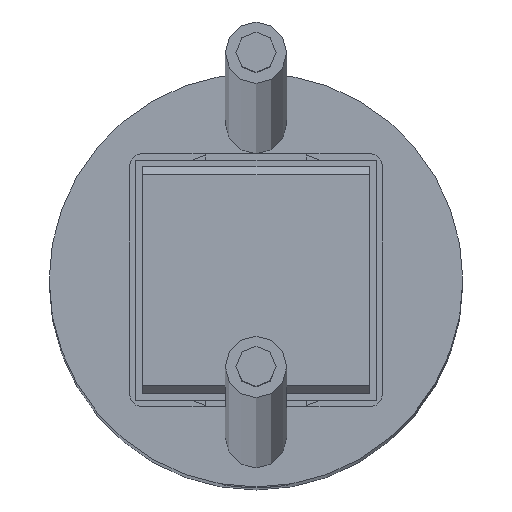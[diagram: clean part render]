
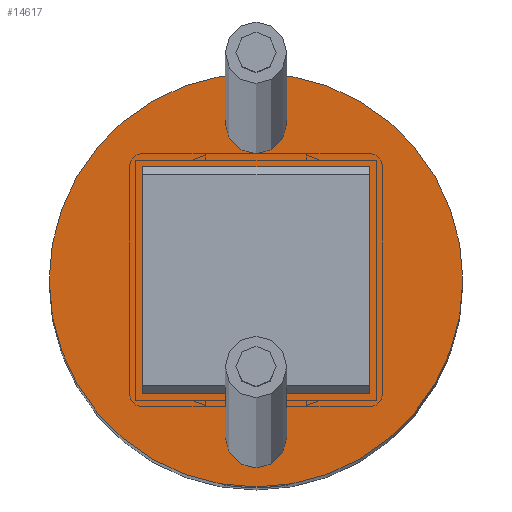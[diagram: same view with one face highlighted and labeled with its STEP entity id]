
A CAD part, top view. The second image highlights one B-rep face of the part: STEP entity #14617.
In plain terms, the highlighted planar face has unit normal (0, 0, 1).
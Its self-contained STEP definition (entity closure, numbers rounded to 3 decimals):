
#94=FACE_BOUND('',#1974,.T.);
#95=FACE_BOUND('',#1975,.T.);
#96=FACE_BOUND('',#1976,.T.);
#1146=FACE_OUTER_BOUND('',#1973,.T.);
#1973=EDGE_LOOP('',(#11967));
#1974=EDGE_LOOP('',(#11968,#11969,#11970,#11971));
#1975=EDGE_LOOP('',(#11972));
#1976=EDGE_LOOP('',(#11973));
#2569=CIRCLE('',#15988,3.1);
#2570=CIRCLE('',#15989,0.46);
#2571=CIRCLE('',#15990,0.46);
#3629=LINE('',#23980,#4977);
#3630=LINE('',#23982,#4978);
#3631=LINE('',#23984,#4979);
#3632=LINE('',#23985,#4980);
#4977=VECTOR('',#19466,1000.);
#4978=VECTOR('',#19467,1000.);
#4979=VECTOR('',#19468,1000.);
#4980=VECTOR('',#19469,1000.);
#6469=VERTEX_POINT('',#23976);
#6470=VERTEX_POINT('',#23978);
#6471=VERTEX_POINT('',#23979);
#6472=VERTEX_POINT('',#23981);
#6473=VERTEX_POINT('',#23983);
#6474=VERTEX_POINT('',#23986);
#6475=VERTEX_POINT('',#23988);
#8406=EDGE_CURVE('',#6469,#6469,#2569,.T.);
#8407=EDGE_CURVE('',#6470,#6471,#3629,.T.);
#8408=EDGE_CURVE('',#6471,#6472,#3630,.T.);
#8409=EDGE_CURVE('',#6472,#6473,#3631,.T.);
#8410=EDGE_CURVE('',#6473,#6470,#3632,.T.);
#8411=EDGE_CURVE('',#6474,#6474,#2570,.T.);
#8412=EDGE_CURVE('',#6475,#6475,#2571,.T.);
#11967=ORIENTED_EDGE('',*,*,#8406,.F.);
#11968=ORIENTED_EDGE('',*,*,#8407,.T.);
#11969=ORIENTED_EDGE('',*,*,#8408,.T.);
#11970=ORIENTED_EDGE('',*,*,#8409,.T.);
#11971=ORIENTED_EDGE('',*,*,#8410,.T.);
#11972=ORIENTED_EDGE('',*,*,#8411,.T.);
#11973=ORIENTED_EDGE('',*,*,#8412,.T.);
#13997=PLANE('',#15987);
#14617=ADVANCED_FACE('',(#1146,#94,#95,#96),#13997,.F.);
#15987=AXIS2_PLACEMENT_3D('',#23975,#19462,#19463);
#15988=AXIS2_PLACEMENT_3D('',#23977,#19464,#19465);
#15989=AXIS2_PLACEMENT_3D('',#23987,#19470,#19471);
#15990=AXIS2_PLACEMENT_3D('',#23989,#19472,#19473);
#19462=DIRECTION('center_axis',(0.,0.,
-1.));
#19463=DIRECTION('ref_axis',(0.,-1.,0.));
#19464=DIRECTION('center_axis',(0.,0.,
-1.));
#19465=DIRECTION('ref_axis',(0.,1.,0.));
#19466=DIRECTION('',(1.,0.,0.));
#19467=DIRECTION('',(0.,-1.,0.));
#19468=DIRECTION('',(-1.,0.,0.));
#19469=DIRECTION('',(0.,1.,0.));
#19470=DIRECTION('center_axis',(0.,0.,
-1.));
#19471=DIRECTION('ref_axis',(-1.,0.,0.));
#19472=DIRECTION('center_axis',(0.,0.,
-1.));
#19473=DIRECTION('ref_axis',(-1.,0.,0.));
#23975=CARTESIAN_POINT('Origin',(0.,0.,
13.325));
#23976=CARTESIAN_POINT('',(0.,-3.1,13.325));
#23977=CARTESIAN_POINT('Origin',(0.,0.,
13.325));
#23978=CARTESIAN_POINT('',(-1.7,1.7,13.325));
#23979=CARTESIAN_POINT('',(1.7,1.7,13.325));
#23980=CARTESIAN_POINT('',(-1.7,1.7,13.325));
#23981=CARTESIAN_POINT('',(1.7,-1.7,13.325));
#23982=CARTESIAN_POINT('',(1.7,0.,13.325));
#23983=CARTESIAN_POINT('',(-1.7,-1.7,13.325));
#23984=CARTESIAN_POINT('',(1.7,-1.7,13.325));
#23985=CARTESIAN_POINT('',(-1.7,0.,13.325));
#23986=CARTESIAN_POINT('',(0.,-2.815,13.325));
#23987=CARTESIAN_POINT('Origin',(0.,-2.355,
13.325));
#23988=CARTESIAN_POINT('',(0.,1.895,13.325));
#23989=CARTESIAN_POINT('Origin',(0.,2.355,
13.325));
